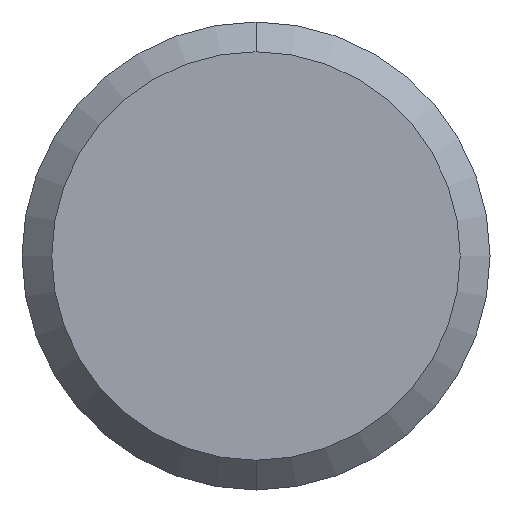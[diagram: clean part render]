
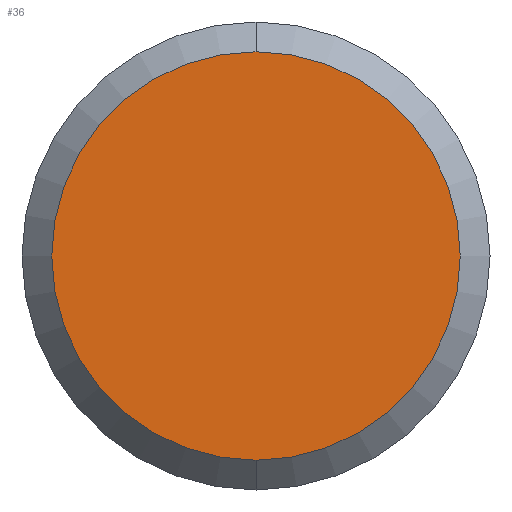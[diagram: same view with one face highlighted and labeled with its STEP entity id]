
A CAD part, front view. The second image highlights one B-rep face of the part: STEP entity #36.
In plain terms, the highlighted planar face has unit normal (0, -1, 0).
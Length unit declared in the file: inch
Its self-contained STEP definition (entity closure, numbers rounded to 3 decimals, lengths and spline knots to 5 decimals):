
#11 = DIRECTION ( 'NONE',  ( 0., 0., 1. ) ) ;
#25 = EDGE_CURVE ( 'NONE', #198, #179, #242, .T. ) ;
#33 = CARTESIAN_POINT ( 'NONE',  ( 0., 0., 0.13733 ) ) ;
#34 = PLANE ( 'NONE',  #234 ) ;
#36 = ADVANCED_FACE ( 'NONE', ( #163 ), #34, .F. ) ;
#38 = DIRECTION ( 'NONE',  ( 0., -1., 0. ) ) ;
#46 = EDGE_LOOP ( 'NONE', ( #55, #201 ) ) ;
#55 = ORIENTED_EDGE ( 'NONE', *, *, #60, .T. ) ;
#60 = EDGE_CURVE ( 'NONE', #179, #198, #214, .T. ) ;
#64 = DIRECTION ( 'NONE',  ( 0., 0., 1. ) ) ;
#80 = AXIS2_PLACEMENT_3D ( 'NONE', #138, #38, #11 ) ;
#86 = DIRECTION ( 'NONE',  ( 0., -1., 0. ) ) ;
#107 = CARTESIAN_POINT ( 'NONE',  ( 0., 0., 0. ) ) ;
#128 = CARTESIAN_POINT ( 'NONE',  ( 0., 0., -0.13733 ) ) ;
#133 = CARTESIAN_POINT ( 'NONE',  ( 0., 0., 0. ) ) ;
#138 = CARTESIAN_POINT ( 'NONE',  ( 0., 0., 0. ) ) ;
#152 = DIRECTION ( 'NONE',  ( 0., 1., 0. ) ) ;
#163 = FACE_OUTER_BOUND ( 'NONE', #46, .T. ) ;
#179 = VERTEX_POINT ( 'NONE', #33 ) ;
#189 = DIRECTION ( 'NONE',  ( 0., 0., 1. ) ) ;
#198 = VERTEX_POINT ( 'NONE', #128 ) ;
#201 = ORIENTED_EDGE ( 'NONE', *, *, #25, .T. ) ;
#214 = CIRCLE ( 'NONE', #225, 0.13733 ) ;
#225 = AXIS2_PLACEMENT_3D ( 'NONE', #133, #86, #64 ) ;
#234 = AXIS2_PLACEMENT_3D ( 'NONE', #107, #152, #189 ) ;
#242 = CIRCLE ( 'NONE', #80, 0.13733 ) ;
